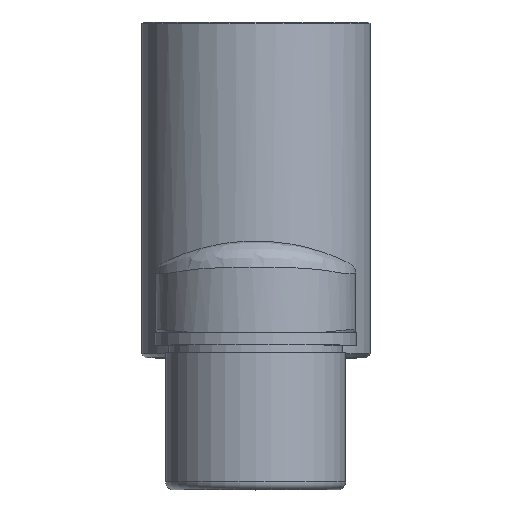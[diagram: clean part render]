
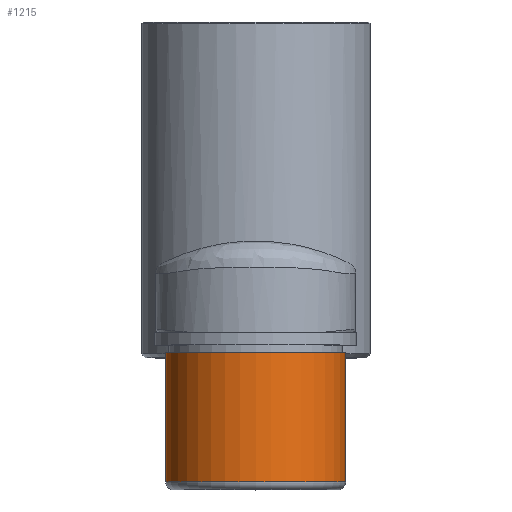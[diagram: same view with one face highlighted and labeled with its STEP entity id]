
A CAD part, top view. The second image highlights one B-rep face of the part: STEP entity #1215.
In plain terms, the highlighted cylindrical face has radius 11.4 mm (diameter 22.8 mm), a partial arc.
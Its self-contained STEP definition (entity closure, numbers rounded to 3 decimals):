
#21 = VERTEX_POINT ( 'NONE', #520 ) ;
#33 = EDGE_CURVE ( 'NONE', #1658, #1505, #792, .T. ) ;
#67 = AXIS2_PLACEMENT_3D ( 'NONE', #1322, #1731, #1188 ) ;
#86 = DIRECTION ( 'NONE',  ( 1., 0., 0. ) ) ;
#91 = VECTOR ( 'NONE', #1162, 1000. ) ;
#116 = VERTEX_POINT ( 'NONE', #925 ) ;
#166 = CARTESIAN_POINT ( 'NONE',  ( 11.36, -40.019, 100.005 ) ) ;
#231 = DIRECTION ( 'NONE',  ( 0., -1., 0. ) ) ;
#302 = DIRECTION ( 'NONE',  ( 0., 1., 0. ) ) ;
#330 = DIRECTION ( 'NONE',  ( 0., 1., 0. ) ) ;
#335 = CARTESIAN_POINT ( 'NONE',  ( 11.36, -57.376, 100.005 ) ) ;
#350 = CARTESIAN_POINT ( 'NONE',  ( -0.04, -40.019, 100. ) ) ;
#376 = AXIS2_PLACEMENT_3D ( 'NONE', #350, #231, #86 ) ;
#394 = CARTESIAN_POINT ( 'NONE',  ( -11.44, -57.376, 99.996 ) ) ;
#475 = DIRECTION ( 'NONE',  ( -1., 0., 0. ) ) ;
#486 = ORIENTED_EDGE ( 'NONE', *, *, #33, .T. ) ;
#520 = CARTESIAN_POINT ( 'NONE',  ( 11.36, -56.376, 100.005 ) ) ;
#577 = LINE ( 'NONE', #335, #91 ) ;
#786 = EDGE_CURVE ( 'NONE', #116, #1505, #1604, .T. ) ;
#792 = CIRCLE ( 'NONE', #376, 11.4 ) ;
#838 = ORIENTED_EDGE ( 'NONE', *, *, #1463, .T. ) ;
#900 = VECTOR ( 'NONE', #302, 1000. ) ;
#925 = CARTESIAN_POINT ( 'NONE',  ( -11.44, -56.376, 99.996 ) ) ;
#988 = ORIENTED_EDGE ( 'NONE', *, *, #786, .F. ) ;
#1162 = DIRECTION ( 'NONE',  ( 0., 1., 0. ) ) ;
#1188 = DIRECTION ( 'NONE',  ( 1., 0., 0. ) ) ;
#1215 = ADVANCED_FACE ( 'NONE', ( #1563 ), #1231, .T. ) ;
#1231 = CYLINDRICAL_SURFACE ( 'NONE', #67, 11.4 ) ;
#1303 = CARTESIAN_POINT ( 'NONE',  ( -11.44, -40.019, 99.996 ) ) ;
#1322 = CARTESIAN_POINT ( 'NONE',  ( -0.04, -57.376, 100. ) ) ;
#1341 = AXIS2_PLACEMENT_3D ( 'NONE', #1579, #330, #475 ) ;
#1439 = ORIENTED_EDGE ( 'NONE', *, *, #1603, .T. ) ;
#1463 = EDGE_CURVE ( 'NONE', #116, #21, #1469, .T. ) ;
#1469 = CIRCLE ( 'NONE', #1341, 11.4 ) ;
#1505 = VERTEX_POINT ( 'NONE', #1303 ) ;
#1563 = FACE_OUTER_BOUND ( 'NONE', #1678, .T. ) ;
#1579 = CARTESIAN_POINT ( 'NONE',  ( -0.04, -56.376, 100. ) ) ;
#1603 = EDGE_CURVE ( 'NONE', #21, #1658, #577, .T. ) ;
#1604 = LINE ( 'NONE', #394, #900 ) ;
#1658 = VERTEX_POINT ( 'NONE', #166 ) ;
#1678 = EDGE_LOOP ( 'NONE', ( #988, #838, #1439, #486 ) ) ;
#1731 = DIRECTION ( 'NONE',  ( 0., 1., 0. ) ) ;
